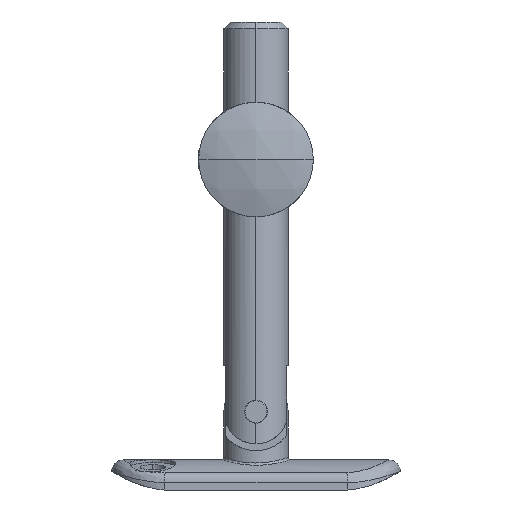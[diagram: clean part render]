
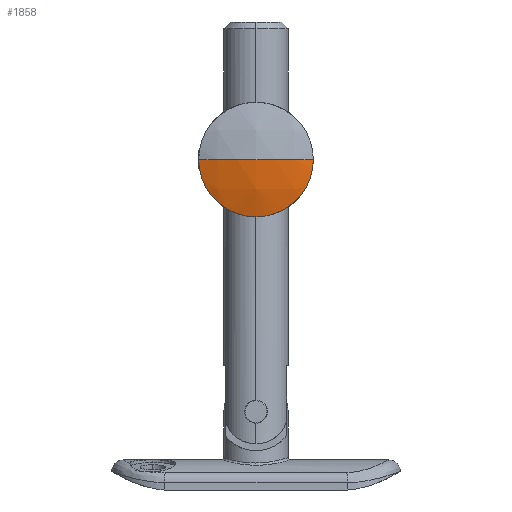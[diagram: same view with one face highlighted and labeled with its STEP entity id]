
A CAD part, left-side view. The second image highlights one B-rep face of the part: STEP entity #1858.
In plain terms, the highlighted spherical face has radius 37 mm.
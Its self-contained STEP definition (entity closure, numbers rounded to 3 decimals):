
#37 = CARTESIAN_POINT ( 'NONE',  ( 0., 51., 0. ) ) ;
#377 = EDGE_CURVE ( 'NONE', #5577, #3500, #1527, .T. ) ;
#400 = AXIS2_PLACEMENT_3D ( 'NONE', #37, #3302, #5479 ) ;
#421 = CARTESIAN_POINT ( 'NONE',  ( -12.5, 85.825, 0. ) ) ;
#613 = DIRECTION ( 'NONE',  ( 0., 1., 0. ) ) ;
#739 = DIRECTION ( 'NONE',  ( 0., 0., -1. ) ) ;
#745 = CIRCLE ( 'NONE', #400, 37. ) ;
#889 = EDGE_CURVE ( 'NONE', #5577, #6468, #745, .T. ) ;
#1527 = CIRCLE ( 'NONE', #6768, 12.5 ) ;
#1569 = CIRCLE ( 'NONE', #3619, 37. ) ;
#1683 = CARTESIAN_POINT ( 'NONE',  ( 0., 85.825, 0. ) ) ;
#1858 = ADVANCED_FACE ( 'NONE', ( #2014 ), #2736, .T. ) ;
#1908 = AXIS2_PLACEMENT_3D ( 'NONE', #1683, #613, #3220 ) ;
#2014 = FACE_OUTER_BOUND ( 'NONE', #5531, .T. ) ;
#2038 = ORIENTED_EDGE ( 'NONE', *, *, #6260, .T. ) ;
#2080 = CARTESIAN_POINT ( 'NONE',  ( 0., 88., 0. ) ) ;
#2085 = CARTESIAN_POINT ( 'NONE',  ( 0., 51., 0. ) ) ;
#2241 = DIRECTION ( 'NONE',  ( 0., 0., 1. ) ) ;
#2402 = DIRECTION ( 'NONE',  ( 0., 1., 0. ) ) ;
#2736 = SPHERICAL_SURFACE ( 'NONE', #4467, 37. ) ;
#3146 = DIRECTION ( 'NONE',  ( -1., 0., 0. ) ) ;
#3220 = DIRECTION ( 'NONE',  ( 0., 0., 1. ) ) ;
#3302 = DIRECTION ( 'NONE',  ( 0., 0., 1. ) ) ;
#3377 = CIRCLE ( 'NONE', #1908, 12.5 ) ;
#3500 = VERTEX_POINT ( 'NONE', #5989 ) ;
#3619 = AXIS2_PLACEMENT_3D ( 'NONE', #6193, #739, #6766 ) ;
#4068 = ORIENTED_EDGE ( 'NONE', *, *, #6001, .T. ) ;
#4467 = AXIS2_PLACEMENT_3D ( 'NONE', #2085, #2241, #3146 ) ;
#5016 = ORIENTED_EDGE ( 'NONE', *, *, #889, .F. ) ;
#5479 = DIRECTION ( 'NONE',  ( 1., 0., 0. ) ) ;
#5531 = EDGE_LOOP ( 'NONE', ( #5016, #6757, #2038, #4068 ) ) ;
#5577 = VERTEX_POINT ( 'NONE', #6741 ) ;
#5883 = VERTEX_POINT ( 'NONE', #421 ) ;
#5989 = CARTESIAN_POINT ( 'NONE',  ( 0., 85.825, -12.5 ) ) ;
#6001 = EDGE_CURVE ( 'NONE', #5883, #6468, #1569, .T. ) ;
#6193 = CARTESIAN_POINT ( 'NONE',  ( 0., 51., 0. ) ) ;
#6260 = EDGE_CURVE ( 'NONE', #3500, #5883, #3377, .T. ) ;
#6468 = VERTEX_POINT ( 'NONE', #2080 ) ;
#6695 = DIRECTION ( 'NONE',  ( 0., 0., 1. ) ) ;
#6728 = CARTESIAN_POINT ( 'NONE',  ( 0., 85.825, 0. ) ) ;
#6741 = CARTESIAN_POINT ( 'NONE',  ( 12.5, 85.825, 0. ) ) ;
#6757 = ORIENTED_EDGE ( 'NONE', *, *, #377, .T. ) ;
#6766 = DIRECTION ( 'NONE',  ( -1., 0., 0. ) ) ;
#6768 = AXIS2_PLACEMENT_3D ( 'NONE', #6728, #2402, #6695 ) ;
